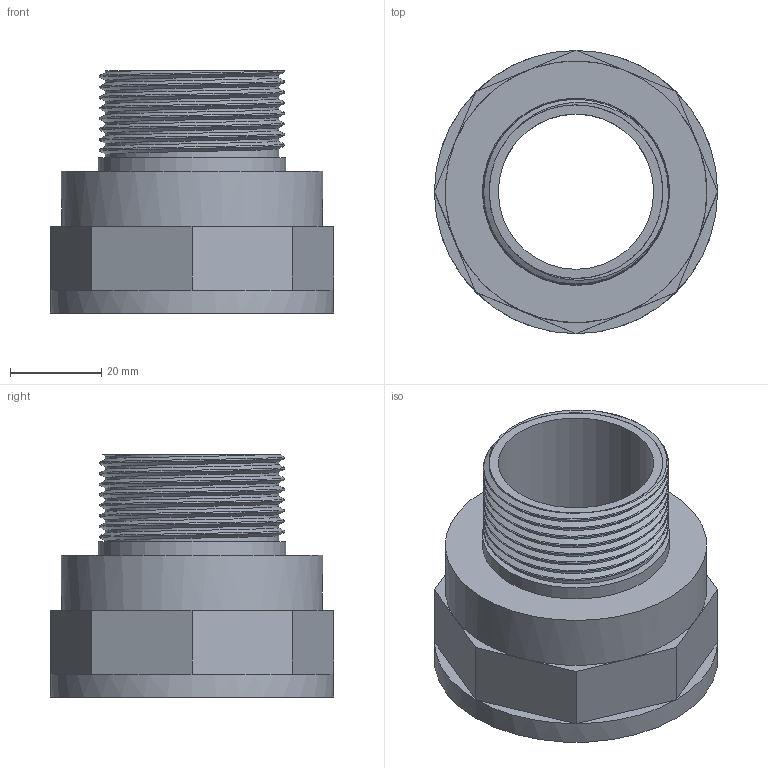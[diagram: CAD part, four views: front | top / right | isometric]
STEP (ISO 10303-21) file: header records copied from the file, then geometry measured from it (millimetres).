
FILE_DESCRIPTION (( 'STEP AP203' ), '1' );
FILE_NAME ('00238_1109.STEP', '2017-07-14T14:07:52', ( '' ), ( '' ), 'SwSTEP 2.0', 'SolidWorks 2011', '' );
FILE_SCHEMA (( 'CONFIG_CONTROL_DESIGN' ));
Length unit declared in the file: millimetre
Products named in the file (1): 00238_1109
Bounding box: 62 x 62 x 53 mm (x, y, z)
Volume: 38702.4 mm3; surface area: 29662.2 mm2
Topology: 1 solids, 1 shells, 49 faces, 102 edges, 60 vertices
Faces by surface type: plane 34, bspline 8, cylinder 6, cone 1
Full cylindrical faces by diameter (mm): 34 x1, 38 x1, 41 x1, 48 x1, 57.281 x1, 62 x1
Entity records: 6079 total; most frequent: CARTESIAN_POINT 5085, ORIENTED_EDGE 184, DIRECTION 179, EDGE_CURVE 92, AXIS2_PLACEMENT_3D 70, EDGE_LOOP 63, VERTEX_POINT 57, FACE_OUTER_BOUND 55
